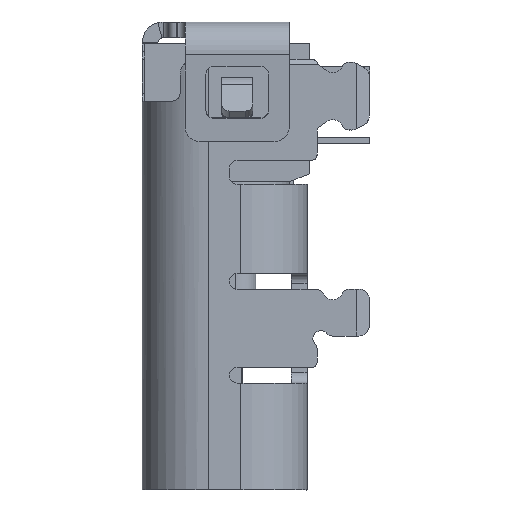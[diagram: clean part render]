
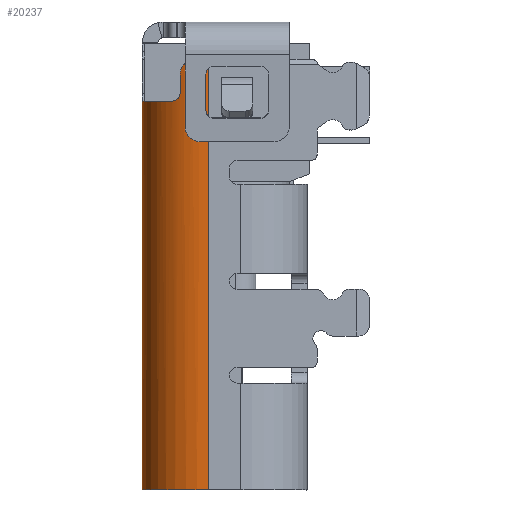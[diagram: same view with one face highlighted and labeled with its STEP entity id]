
A CAD part, left-side view. The second image highlights one B-rep face of the part: STEP entity #20237.
In plain terms, the highlighted cylindrical face has radius 1.27 mm (diameter 2.54 mm), a partial arc.
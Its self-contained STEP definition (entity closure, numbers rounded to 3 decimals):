
#388=CARTESIAN_POINT('',(43.239,-0.905,
-30.514));
#389=DIRECTION('',(0.,0.,-1.));
#390=DIRECTION('',(-1.,0.,0.));
#391=AXIS2_PLACEMENT_3D('',#388,#389,#390);
#1724=CARTESIAN_POINT('',(42.062,-0.429,
-22.361));
#1725=CARTESIAN_POINT('',(42.068,-0.414,
-22.379));
#1726=CARTESIAN_POINT('',(42.079,-0.388,
-22.418));
#1727=CARTESIAN_POINT('',(42.09,-0.364,
-22.488));
#1728=CARTESIAN_POINT('',(42.092,-0.359,
-22.536));
#1729=CARTESIAN_POINT('',(42.092,-0.359,
-22.561));
#1731=CARTESIAN_POINT('',(43.239,-0.905,
-22.361));
#1732=DIRECTION('',(0.,0.,-1.));
#1733=DIRECTION('',(-1.,0.,0.));
#1734=AXIS2_PLACEMENT_3D('',#1731,#1732,#1733);
#1736=DIRECTION('',(0.,0.,1.));
#1737=VECTOR('',#1736,8.154);
#1738=CARTESIAN_POINT('',(41.969,-0.905,
-30.514));
#1739=LINE('',#1738,#1737);
#1740=CARTESIAN_POINT('',(43.239,-0.905,
-23.064));
#1741=DIRECTION('',(0.,0.,1.));
#1742=DIRECTION('',(-0.233,0.972,0.));
#1743=AXIS2_PLACEMENT_3D('',#1740,#1741,#1742);
#1759=DIRECTION('',(0.,0.,1.));
#1760=VECTOR('',#1759,0.004);
#1761=CARTESIAN_POINT('',(42.943,0.33,
-23.064));
#1762=LINE('',#1761,#1760);
#1779=CARTESIAN_POINT('',(43.239,-0.905,
-23.061));
#1780=DIRECTION('',(0.,0.,-1.));
#1781=DIRECTION('',(-0.233,0.972,0.));
#1782=AXIS2_PLACEMENT_3D('',#1779,#1780,#1781);
#1798=CARTESIAN_POINT('',(43.239,-0.905,
-23.061));
#1799=DIRECTION('',(0.,0.,-1.));
#1800=DIRECTION('',(-0.834,0.552,0.));
#1801=AXIS2_PLACEMENT_3D('',#1798,#1799,#1800);
#1850=DIRECTION('',(0.,0.,1.));
#1851=VECTOR('',#1850,7.454);
#1852=CARTESIAN_POINT('',(43.239,0.365,
-30.514));
#1853=LINE('',#1852,#1851);
#5654=DIRECTION('',(0.,0.,1.));
#5655=VECTOR('',#5654,0.004);
#5656=CARTESIAN_POINT('',(42.444,0.086,
-23.064));
#5657=LINE('',#5656,#5655);
#12366=CARTESIAN_POINT('',(42.062,-0.429,
-22.361));
#12515=DIRECTION('',(0.,0.,-1.));
#12516=VECTOR('',#12515,0.35);
#12517=CARTESIAN_POINT('',(42.092,-0.359,
-22.561));
#12518=LINE('',#12517,#12516);
#12548=CARTESIAN_POINT('',(42.092,-0.359,
-22.911));
#12549=CARTESIAN_POINT('',(42.092,-0.359,
-22.925));
#12550=CARTESIAN_POINT('',(42.094,-0.354,
-22.952));
#12551=CARTESIAN_POINT('',(42.104,-0.334,
-22.994));
#12552=CARTESIAN_POINT('',(42.121,-0.301,
-23.029));
#12553=CARTESIAN_POINT('',(42.148,-0.254,
-23.054));
#12554=CARTESIAN_POINT('',(42.169,-0.221,
-23.061));
#12555=CARTESIAN_POINT('',(42.18,-0.203,
-23.061));
#14836=CARTESIAN_POINT('',(43.239,0.365,
-30.514));
#14838=VERTEX_POINT('',#14836);
#15160=CARTESIAN_POINT('',(41.969,-0.905,
-30.514));
#15161=VERTEX_POINT('',#15160);
#15180=VERTEX_POINT('',#12548);
#15181=VERTEX_POINT('',#12555);
#15302=CARTESIAN_POINT('',(41.969,-0.905,
-22.361));
#15303=VERTEX_POINT('',#15302);
#15308=CARTESIAN_POINT('',(43.239,0.365,
-23.061));
#15309=VERTEX_POINT('',#15308);
#15782=VERTEX_POINT('',#12366);
#15783=VERTEX_POINT('',#1729);
#17293=CARTESIAN_POINT('',(42.943,0.33,
-23.064));
#17294=CARTESIAN_POINT('',(42.444,0.086,
-23.064));
#17295=VERTEX_POINT('',#17293);
#17296=VERTEX_POINT('',#17294);
#17305=CARTESIAN_POINT('',(42.943,0.33,
-23.061));
#17306=VERTEX_POINT('',#17305);
#17307=CARTESIAN_POINT('',(42.444,0.086,
-23.061));
#17308=VERTEX_POINT('',#17307);
#20208=CARTESIAN_POINT('',(43.239,-0.905,
-30.364));
#20209=DIRECTION('',(0.,0.,1.));
#20210=DIRECTION('',(0.,1.,0.));
#20211=AXIS2_PLACEMENT_3D('',#20208,#20209,#20210);
#20212=CYLINDRICAL_SURFACE('',#20211,1.27);
#20214=ORIENTED_EDGE('',*,*,#20213,.T.);
#20216=ORIENTED_EDGE('',*,*,#20215,.T.);
#20218=ORIENTED_EDGE('',*,*,#20217,.F.);
#20220=ORIENTED_EDGE('',*,*,#20219,.F.);
#20222=ORIENTED_EDGE('',*,*,#20221,.F.);
#20224=ORIENTED_EDGE('',*,*,#20223,.F.);
#20226=ORIENTED_EDGE('',*,*,#20225,.F.);
#20227=ORIENTED_EDGE('',*,*,#20100,.F.);
#20228=ORIENTED_EDGE('',*,*,#17892,.T.);
#20230=ORIENTED_EDGE('',*,*,#20229,.T.);
#20232=ORIENTED_EDGE('',*,*,#20231,.F.);
#20234=ORIENTED_EDGE('',*,*,#20233,.F.);
#20235=EDGE_LOOP('',(#20214,#20216,#20218,#20220,#20222,#20224,#20226,#20227,
#20228,#20230,#20232,#20234));
#20236=FACE_OUTER_BOUND('',#20235,.F.);
#392=CIRCLE('',#391,1.27);
#1730=B_SPLINE_CURVE_WITH_KNOTS('',3,(#1724,#1725,#1726,#1727,#1728,#1729),
.UNSPECIFIED.,.F.,.F.,(4,1,1,4),(0.,0.333,0.667,1.),
.UNSPECIFIED.);
#1735=CIRCLE('',#1734,1.27);
#1744=CIRCLE('',#1743,1.27);
#1783=CIRCLE('',#1782,1.27);
#1802=CIRCLE('',#1801,1.27);
#12556=B_SPLINE_CURVE_WITH_KNOTS('',3,(#12548,#12549,#12550,#12551,#12552,
#12553,#12554,#12555),.UNSPECIFIED.,.F.,.F.,(4,1,1,1,1,4),(0.,0.2,0.4,
0.6,0.8,1.),.UNSPECIFIED.);
#17892=EDGE_CURVE('',#15161,#14838,#392,.T.);
#20100=EDGE_CURVE('',#15161,#15303,#1739,.T.);
#20213=EDGE_CURVE('',#17295,#17296,#1744,.T.);
#20215=EDGE_CURVE('',#17296,#17308,#5657,.T.);
#20217=EDGE_CURVE('',#15181,#17308,#1802,.T.);
#20219=EDGE_CURVE('',#15180,#15181,#12556,.T.);
#20221=EDGE_CURVE('',#15783,#15180,#12518,.T.);
#20223=EDGE_CURVE('',#15782,#15783,#1730,.T.);
#20225=EDGE_CURVE('',#15303,#15782,#1735,.T.);
#20229=EDGE_CURVE('',#14838,#15309,#1853,.T.);
#20231=EDGE_CURVE('',#17306,#15309,#1783,.T.);
#20233=EDGE_CURVE('',#17295,#17306,#1762,.T.);
#20237=ADVANCED_FACE('',(#20236),#20212,.T.);
